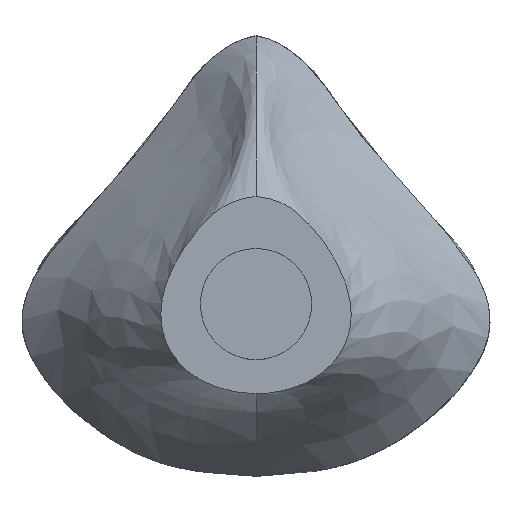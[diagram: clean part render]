
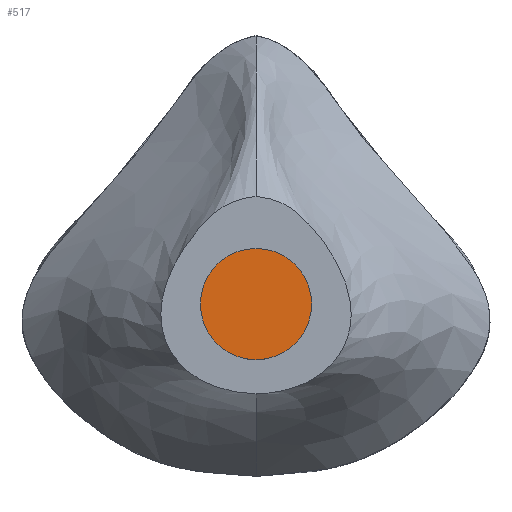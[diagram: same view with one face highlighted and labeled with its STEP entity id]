
A CAD part, top view. The second image highlights one B-rep face of the part: STEP entity #517.
In plain terms, the highlighted planar face has unit normal (0, 0, 1).
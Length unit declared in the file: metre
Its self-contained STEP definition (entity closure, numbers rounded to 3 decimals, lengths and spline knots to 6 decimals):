
#57=PLANE('',#564);
#241=ORIENTED_EDGE('',*,*,#337,.T.);
#337=EDGE_CURVE('',#392,#392,#405,.T.);
#392=VERTEX_POINT('',#5287);
#405=CIRCLE('',#563,0.01435);
#437=EDGE_LOOP('',(#241));
#477=FACE_BOUND('',#437,.T.);
#517=ADVANCED_FACE('',(#477),#57,.T.);
#563=AXIS2_PLACEMENT_3D('',#5286,#625,#626);
#564=AXIS2_PLACEMENT_3D('',#5288,#627,#628);
#625=DIRECTION('',(0.,0.,1.));
#626=DIRECTION('',(1.,0.,0.));
#627=DIRECTION('',(0.,0.,1.));
#628=DIRECTION('',(1.,0.,0.));
#5286=CARTESIAN_POINT('',(0.,-0.006983,0.053));
#5287=CARTESIAN_POINT('',(0.01435,-0.006983,0.053));
#5288=CARTESIAN_POINT('',(0.,-0.006983,0.053));
